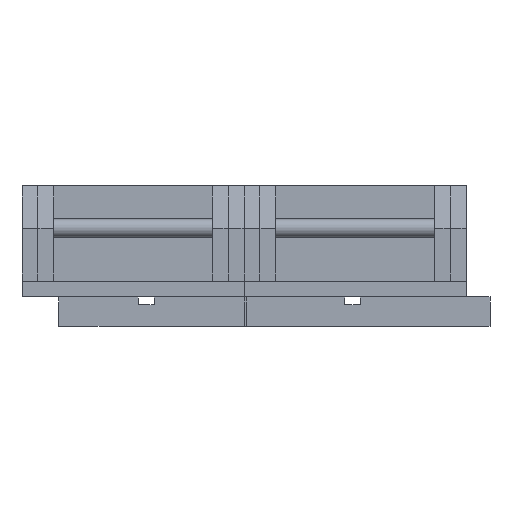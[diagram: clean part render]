
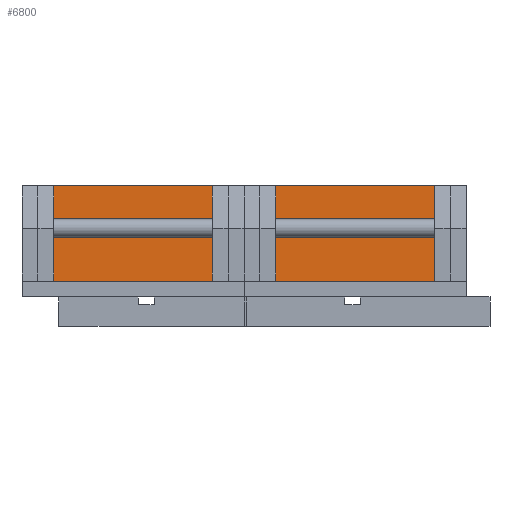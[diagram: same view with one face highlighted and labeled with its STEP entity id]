
A CAD part, front view. The second image highlights one B-rep face of the part: STEP entity #6800.
In plain terms, the highlighted face is planar.
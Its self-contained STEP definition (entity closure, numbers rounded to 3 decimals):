
#6398 = VERTEX_POINT('',#6399);
#6399 = CARTESIAN_POINT('',(-266.7,19.05,0.));
#6406 = PLANE('',#6407);
#6407 = AXIS2_PLACEMENT_3D('',#6408,#6409,#6410);
#6408 = CARTESIAN_POINT('',(-266.7,-19.05,0.));
#6409 = DIRECTION('',(-1.,0.,0.));
#6410 = DIRECTION('',(0.,1.,0.));
#6418 = PLANE('',#6419);
#6419 = AXIS2_PLACEMENT_3D('',#6420,#6421,#6422);
#6420 = CARTESIAN_POINT('',(0.,0.,0.));
#6421 = DIRECTION('',(0.,0.,1.));
#6422 = DIRECTION('',(1.,0.,0.));
#6565 = VERTEX_POINT('',#6566);
#6566 = CARTESIAN_POINT('',(-266.7,19.05,114.3));
#6580 = PLANE('',#6581);
#6581 = AXIS2_PLACEMENT_3D('',#6582,#6583,#6584);
#6582 = CARTESIAN_POINT('',(0.,0.,114.3));
#6583 = DIRECTION('',(0.,0.,1.));
#6584 = DIRECTION('',(1.,0.,0.));
#6592 = EDGE_CURVE('',#6398,#6565,#6593,.T.);
#6593 = SURFACE_CURVE('',#6594,(#6598,#6605),.PCURVE_S1.);
#6594 = LINE('',#6595,#6596);
#6595 = CARTESIAN_POINT('',(-266.7,19.05,0.));
#6596 = VECTOR('',#6597,1.);
#6597 = DIRECTION('',(0.,0.,1.));
#6598 = PCURVE('',#6406,#6599);
#6599 = DEFINITIONAL_REPRESENTATION('',(#6600),#6604);
#6600 = LINE('',#6601,#6602);
#6601 = CARTESIAN_POINT('',(38.1,0.));
#6602 = VECTOR('',#6603,1.);
#6603 = DIRECTION('',(0.,-1.));
#6604 = ( GEOMETRIC_REPRESENTATION_CONTEXT(2) 
PARAMETRIC_REPRESENTATION_CONTEXT() REPRESENTATION_CONTEXT('2D SPACE',''
  ) );
#6605 = PCURVE('',#6606,#6611);
#6606 = PLANE('',#6607);
#6607 = AXIS2_PLACEMENT_3D('',#6608,#6609,#6610);
#6608 = CARTESIAN_POINT('',(-266.7,19.05,0.));
#6609 = DIRECTION('',(0.,1.,0.));
#6610 = DIRECTION('',(1.,0.,0.));
#6611 = DEFINITIONAL_REPRESENTATION('',(#6612),#6616);
#6612 = LINE('',#6613,#6614);
#6613 = CARTESIAN_POINT('',(0.,0.));
#6614 = VECTOR('',#6615,1.);
#6615 = DIRECTION('',(0.,-1.));
#6616 = ( GEOMETRIC_REPRESENTATION_CONTEXT(2) 
PARAMETRIC_REPRESENTATION_CONTEXT() REPRESENTATION_CONTEXT('2D SPACE',''
  ) );
#6753 = VERTEX_POINT('',#6754);
#6754 = CARTESIAN_POINT('',(266.7,19.05,0.));
#6768 = PLANE('',#6769);
#6769 = AXIS2_PLACEMENT_3D('',#6770,#6771,#6772);
#6770 = CARTESIAN_POINT('',(266.7,19.05,0.));
#6771 = DIRECTION('',(1.,0.,0.));
#6772 = DIRECTION('',(0.,-1.,0.));
#6780 = EDGE_CURVE('',#6398,#6753,#6781,.T.);
#6781 = SURFACE_CURVE('',#6782,(#6786,#6793),.PCURVE_S1.);
#6782 = LINE('',#6783,#6784);
#6783 = CARTESIAN_POINT('',(-266.7,19.05,0.));
#6784 = VECTOR('',#6785,1.);
#6785 = DIRECTION('',(1.,0.,0.));
#6786 = PCURVE('',#6418,#6787);
#6787 = DEFINITIONAL_REPRESENTATION('',(#6788),#6792);
#6788 = LINE('',#6789,#6790);
#6789 = CARTESIAN_POINT('',(-266.7,19.05));
#6790 = VECTOR('',#6791,1.);
#6791 = DIRECTION('',(1.,0.));
#6792 = ( GEOMETRIC_REPRESENTATION_CONTEXT(2) 
PARAMETRIC_REPRESENTATION_CONTEXT() REPRESENTATION_CONTEXT('2D SPACE',''
  ) );
#6793 = PCURVE('',#6606,#6794);
#6794 = DEFINITIONAL_REPRESENTATION('',(#6795),#6799);
#6795 = LINE('',#6796,#6797);
#6796 = CARTESIAN_POINT('',(0.,0.));
#6797 = VECTOR('',#6798,1.);
#6798 = DIRECTION('',(1.,0.));
#6799 = ( GEOMETRIC_REPRESENTATION_CONTEXT(2) 
PARAMETRIC_REPRESENTATION_CONTEXT() REPRESENTATION_CONTEXT('2D SPACE',''
  ) );
#6800 = ADVANCED_FACE('',(#6801),#6606,.T.);
#6801 = FACE_BOUND('',#6802,.T.);
#6802 = EDGE_LOOP('',(#6803,#6804,#6827,#6848));
#6803 = ORIENTED_EDGE('',*,*,#6592,.T.);
#6804 = ORIENTED_EDGE('',*,*,#6805,.T.);
#6805 = EDGE_CURVE('',#6565,#6806,#6808,.T.);
#6806 = VERTEX_POINT('',#6807);
#6807 = CARTESIAN_POINT('',(266.7,19.05,114.3));
#6808 = SURFACE_CURVE('',#6809,(#6813,#6820),.PCURVE_S1.);
#6809 = LINE('',#6810,#6811);
#6810 = CARTESIAN_POINT('',(-266.7,19.05,114.3));
#6811 = VECTOR('',#6812,1.);
#6812 = DIRECTION('',(1.,0.,0.));
#6813 = PCURVE('',#6606,#6814);
#6814 = DEFINITIONAL_REPRESENTATION('',(#6815),#6819);
#6815 = LINE('',#6816,#6817);
#6816 = CARTESIAN_POINT('',(0.,-114.3));
#6817 = VECTOR('',#6818,1.);
#6818 = DIRECTION('',(1.,0.));
#6819 = ( GEOMETRIC_REPRESENTATION_CONTEXT(2) 
PARAMETRIC_REPRESENTATION_CONTEXT() REPRESENTATION_CONTEXT('2D SPACE',''
  ) );
#6820 = PCURVE('',#6580,#6821);
#6821 = DEFINITIONAL_REPRESENTATION('',(#6822),#6826);
#6822 = LINE('',#6823,#6824);
#6823 = CARTESIAN_POINT('',(-266.7,19.05));
#6824 = VECTOR('',#6825,1.);
#6825 = DIRECTION('',(1.,0.));
#6826 = ( GEOMETRIC_REPRESENTATION_CONTEXT(2) 
PARAMETRIC_REPRESENTATION_CONTEXT() REPRESENTATION_CONTEXT('2D SPACE',''
  ) );
#6827 = ORIENTED_EDGE('',*,*,#6828,.F.);
#6828 = EDGE_CURVE('',#6753,#6806,#6829,.T.);
#6829 = SURFACE_CURVE('',#6830,(#6834,#6841),.PCURVE_S1.);
#6830 = LINE('',#6831,#6832);
#6831 = CARTESIAN_POINT('',(266.7,19.05,0.));
#6832 = VECTOR('',#6833,1.);
#6833 = DIRECTION('',(0.,0.,1.));
#6834 = PCURVE('',#6606,#6835);
#6835 = DEFINITIONAL_REPRESENTATION('',(#6836),#6840);
#6836 = LINE('',#6837,#6838);
#6837 = CARTESIAN_POINT('',(533.4,0.));
#6838 = VECTOR('',#6839,1.);
#6839 = DIRECTION('',(0.,-1.));
#6840 = ( GEOMETRIC_REPRESENTATION_CONTEXT(2) 
PARAMETRIC_REPRESENTATION_CONTEXT() REPRESENTATION_CONTEXT('2D SPACE',''
  ) );
#6841 = PCURVE('',#6768,#6842);
#6842 = DEFINITIONAL_REPRESENTATION('',(#6843),#6847);
#6843 = LINE('',#6844,#6845);
#6844 = CARTESIAN_POINT('',(0.,0.));
#6845 = VECTOR('',#6846,1.);
#6846 = DIRECTION('',(0.,-1.));
#6847 = ( GEOMETRIC_REPRESENTATION_CONTEXT(2) 
PARAMETRIC_REPRESENTATION_CONTEXT() REPRESENTATION_CONTEXT('2D SPACE',''
  ) );
#6848 = ORIENTED_EDGE('',*,*,#6780,.F.);
